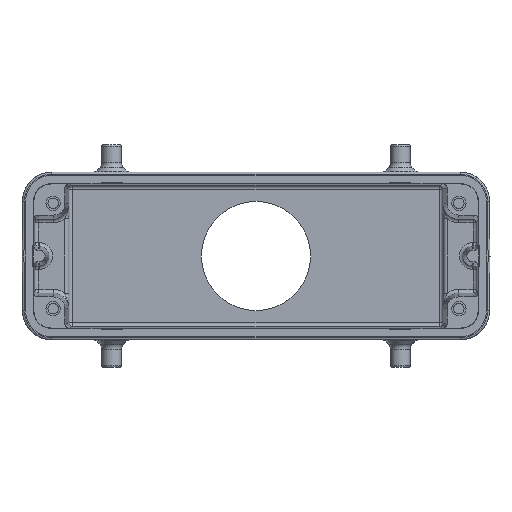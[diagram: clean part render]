
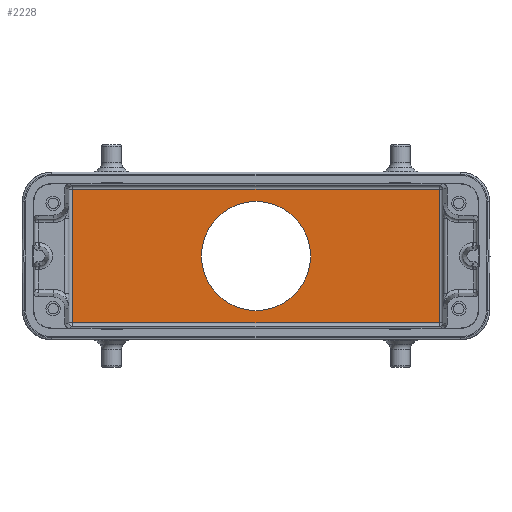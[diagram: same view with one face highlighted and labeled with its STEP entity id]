
A CAD part, front view. The second image highlights one B-rep face of the part: STEP entity #2228.
In plain terms, the highlighted planar face has unit normal (0, -1, 0).
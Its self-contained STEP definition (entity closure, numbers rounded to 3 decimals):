
#1024=LINE('',#10633,#1642);
#1025=LINE('',#10636,#1643);
#1026=LINE('',#10638,#1644);
#1027=LINE('',#10640,#1645);
#1642=VECTOR('',#8219,1.);
#1643=VECTOR('',#8220,1.);
#1644=VECTOR('',#8221,1.);
#1645=VECTOR('',#8222,1.);
#2228=ADVANCED_FACE('',(#2823,#2824),#2623,.F.);
#2623=PLANE('',#7386);
#2823=FACE_BOUND('',#2898,.T.);
#2824=FACE_BOUND('',#2899,.T.);
#2898=EDGE_LOOP('',(#3487,#3488,#3489,#3490));
#2899=EDGE_LOOP('',(#3491,#3492));
#3487=ORIENTED_EDGE('',*,*,#6119,.T.);
#3488=ORIENTED_EDGE('',*,*,#6120,.F.);
#3489=ORIENTED_EDGE('',*,*,#6121,.F.);
#3490=ORIENTED_EDGE('',*,*,#6122,.T.);
#3491=ORIENTED_EDGE('',*,*,#6123,.T.);
#3492=ORIENTED_EDGE('',*,*,#6118,.T.);
#5455=VERTEX_POINT('',#10628);
#5456=VERTEX_POINT('',#10630);
#5457=VERTEX_POINT('',#10634);
#5458=VERTEX_POINT('',#10635);
#5459=VERTEX_POINT('',#10637);
#5460=VERTEX_POINT('',#10639);
#6118=EDGE_CURVE('',#5455,#5456,#7063,.T.);
#6119=EDGE_CURVE('',#5457,#5458,#1024,.T.);
#6120=EDGE_CURVE('',#5459,#5458,#1025,.T.);
#6121=EDGE_CURVE('',#5460,#5459,#1026,.T.);
#6122=EDGE_CURVE('',#5460,#5457,#1027,.T.);
#6123=EDGE_CURVE('',#5456,#5455,#7064,.T.);
#7063=CIRCLE('',#7383,14.);
#7064=CIRCLE('',#7385,14.);
#7383=AXIS2_PLACEMENT_3D('',#10631,#8215,#8216);
#7385=AXIS2_PLACEMENT_3D('',#10641,#8223,#8224);
#7386=AXIS2_PLACEMENT_3D('',#10642,#8225,#8226);
#8215=DIRECTION('',(0.,1.,0.));
#8216=DIRECTION('',(0.,0.,1.));
#8219=DIRECTION('',(1.,0.,0.));
#8220=DIRECTION('',(0.,0.,-1.));
#8221=DIRECTION('',(1.,0.,0.));
#8222=DIRECTION('',(0.,0.,-1.));
#8223=DIRECTION('',(0.,1.,0.));
#8224=DIRECTION('',(0.,0.,1.));
#8225=DIRECTION('',(0.,1.,0.));
#8226=DIRECTION('',(1.,0.,0.));
#10628=CARTESIAN_POINT('',(14.,52.,0.));
#10630=CARTESIAN_POINT('',(-14.,52.,0.));
#10631=CARTESIAN_POINT('',(0.,52.,0.));
#10633=CARTESIAN_POINT('',(-47.,52.,-17.135));
#10634=CARTESIAN_POINT('',(-47.,52.,-17.135));
#10635=CARTESIAN_POINT('',(47.,52.,-17.135));
#10636=CARTESIAN_POINT('',(47.,52.,17.135));
#10637=CARTESIAN_POINT('',(47.,52.,17.135));
#10638=CARTESIAN_POINT('',(-47.,52.,17.135));
#10639=CARTESIAN_POINT('',(-47.,52.,17.135));
#10640=CARTESIAN_POINT('',(-47.,52.,17.135));
#10641=CARTESIAN_POINT('',(0.,52.,0.));
#10642=CARTESIAN_POINT('',(57.,52.,-18.5));
